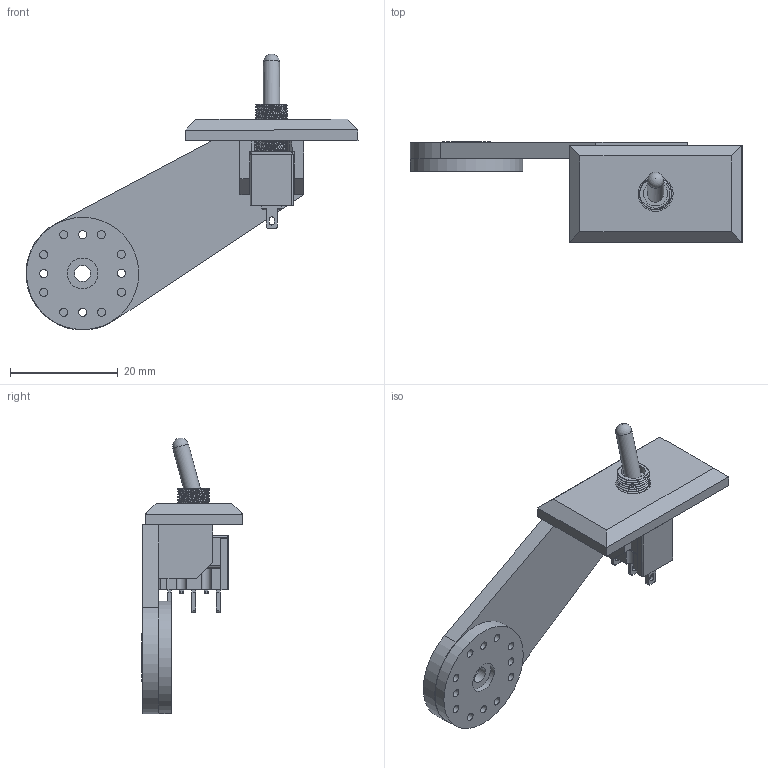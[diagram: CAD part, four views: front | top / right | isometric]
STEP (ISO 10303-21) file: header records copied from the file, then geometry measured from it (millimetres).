
FILE_DESCRIPTION(/* description */ (''),/* implementation_level */ '2;1');
FILE_NAME(/* name */ 'Schalter_Baugruppe.stp',/* time_stamp */ '2024-10-02T09:52:36+02:00',/* author */ ('de20559'),/* organization */ (''),/* preprocessor_version */ 'ST-DEVELOPER v20',/* originating_system */ 'Autodesk Inventor 2024',/* authorisation */ '');
FILE_SCHEMA (('AUTOMOTIVE_DESIGN { 1 0 10303 214 3 1 1 }'));
Length unit declared in the file: millimetre
Products named in the file (5): Schalter_Baugruppe; Kippschalter_3P; Schalterhebel; Rundscheibe_Servo; Schalter_Deckel
Assembly tree (4 placements, depth 2):
  Schalter_Baugruppe
    Kippschalter_3P
    Schalterhebel
    Rundscheibe_Servo
    Schalter_Deckel
Bounding box: 61.49 x 18.7 x 51.11 mm (x, y, z)
Volume: 7148.9 mm3; surface area: 6503.7 mm2
Topology: 4 solids, 4 shells, 209 faces, 598 edges, 407 vertices
Faces by surface type: plane 111, cylinder 87, sphere 9, bspline 2
Full cylindrical faces by diameter (mm): 1.5 x12, 2.5 x4, 3 x2, 4.5 x1, 5.351 x16, 5.5 x1, 5.7 x1, 6.5 x1, 8.5 x1, 8.75 x1, 20.8 x1
Entity records: 18496 total; most frequent: CARTESIAN_POINT 12682, ORIENTED_EDGE 1194, DIRECTION 1077, EDGE_CURVE 597, VERTEX_POINT 407, AXIS2_PLACEMENT_3D 361, LINE 355, VECTOR 355
